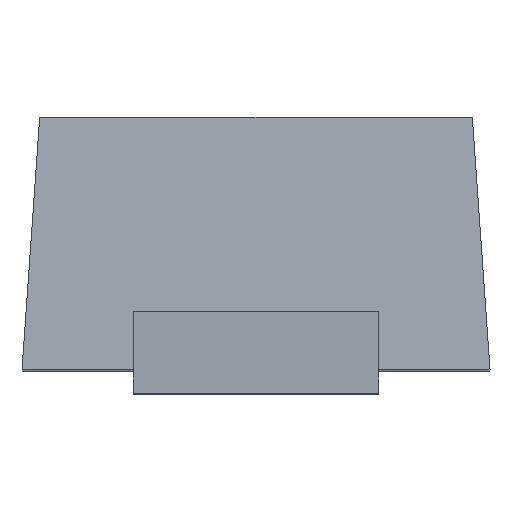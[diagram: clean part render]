
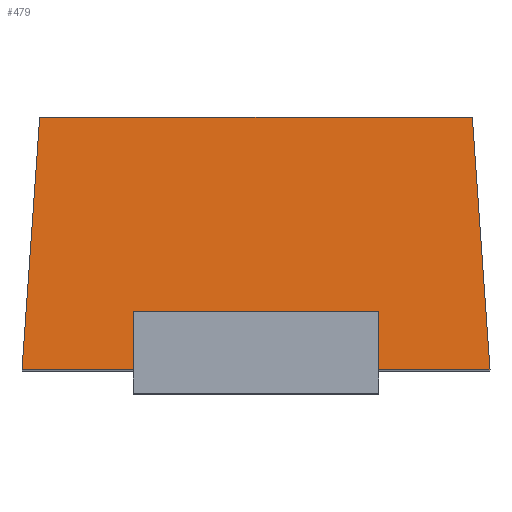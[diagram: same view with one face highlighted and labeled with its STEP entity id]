
A CAD part, top view. The second image highlights one B-rep face of the part: STEP entity #479.
In plain terms, the highlighted planar face has unit normal (0, 0.07, 0.998).
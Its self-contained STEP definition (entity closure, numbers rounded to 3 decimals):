
#1 = VERTEX_POINT ( 'NONE', #998 ) ;
#30 = DIRECTION ( 'NONE',  ( 1., 0., 0. ) ) ;
#40 = VECTOR ( 'NONE', #30, 1000. ) ;
#42 = VECTOR ( 'NONE', #816, 1000. ) ;
#47 = CARTESIAN_POINT ( 'NONE',  ( -0.924, 1.08, 1.474 ) ) ;
#56 = LINE ( 'NONE', #767, #300 ) ;
#74 = ORIENTED_EDGE ( 'NONE', *, *, #677, .T. ) ;
#76 = VERTEX_POINT ( 'NONE', #886 ) ;
#89 = CARTESIAN_POINT ( 'NONE',  ( 0.924, 1.08, 1.474 ) ) ;
#102 = LINE ( 'NONE', #570, #148 ) ;
#123 = CARTESIAN_POINT ( 'NONE',  ( 0.525, 0., 1.55 ) ) ;
#130 = DIRECTION ( 'NONE',  ( 0., 0.998, -0.07 ) ) ;
#148 = VECTOR ( 'NONE', #488, 1000. ) ;
#168 = VERTEX_POINT ( 'NONE', #123 ) ;
#172 = ORIENTED_EDGE ( 'NONE', *, *, #815, .F. ) ;
#230 = ORIENTED_EDGE ( 'NONE', *, *, #966, .F. ) ;
#254 = CARTESIAN_POINT ( 'NONE',  ( -1., 0., 1.55 ) ) ;
#258 = CARTESIAN_POINT ( 'NONE',  ( -1., 0., 1.55 ) ) ;
#259 = LINE ( 'NONE', #421, #40 ) ;
#300 = VECTOR ( 'NONE', #692, 1000. ) ;
#304 = EDGE_CURVE ( 'NONE', #168, #604, #599, .T. ) ;
#319 = AXIS2_PLACEMENT_3D ( 'NONE', #254, #412, #735 ) ;
#340 = FACE_OUTER_BOUND ( 'NONE', #513, .T. ) ;
#353 = LINE ( 'NONE', #665, #405 ) ;
#358 = LINE ( 'NONE', #763, #413 ) ;
#379 = CARTESIAN_POINT ( 'NONE',  ( 0.525, 0., 1.55 ) ) ;
#405 = VECTOR ( 'NONE', #891, 1000. ) ;
#412 = DIRECTION ( 'NONE',  ( 0., 0.07, 0.998 ) ) ;
#413 = VECTOR ( 'NONE', #757, 1000. ) ;
#416 = EDGE_CURVE ( 'NONE', #708, #831, #353, .T. ) ;
#421 = CARTESIAN_POINT ( 'NONE',  ( -1., 1.08, 1.474 ) ) ;
#425 = VERTEX_POINT ( 'NONE', #562 ) ;
#426 = CARTESIAN_POINT ( 'NONE',  ( 0.525, 0.25, 1.533 ) ) ;
#448 = VECTOR ( 'NONE', #130, 1000. ) ;
#455 = LINE ( 'NONE', #912, #887 ) ;
#479 = ADVANCED_FACE ( 'NONE', ( #340 ), #567, .T. ) ;
#488 = DIRECTION ( 'NONE',  ( -1., 0., 0. ) ) ;
#506 = LINE ( 'NONE', #890, #42 ) ;
#513 = EDGE_LOOP ( 'NONE', ( #1011, #533, #230, #884, #951, #74, #172, #564 ) ) ;
#533 = ORIENTED_EDGE ( 'NONE', *, *, #787, .T. ) ;
#562 = CARTESIAN_POINT ( 'NONE',  ( -0.525, 0., 1.55 ) ) ;
#564 = ORIENTED_EDGE ( 'NONE', *, *, #602, .F. ) ;
#567 = PLANE ( 'NONE',  #319 ) ;
#570 = CARTESIAN_POINT ( 'NONE',  ( -1., 0.25, 1.533 ) ) ;
#590 = VERTEX_POINT ( 'NONE', #89 ) ;
#597 = DIRECTION ( 'NONE',  ( 1., 0., 0. ) ) ;
#599 = LINE ( 'NONE', #379, #448 ) ;
#602 = EDGE_CURVE ( 'NONE', #604, #1, #102, .T. ) ;
#604 = VERTEX_POINT ( 'NONE', #426 ) ;
#644 = EDGE_CURVE ( 'NONE', #708, #590, #259, .T. ) ;
#665 = CARTESIAN_POINT ( 'NONE',  ( -1., 0., 1.55 ) ) ;
#677 = EDGE_CURVE ( 'NONE', #831, #425, #455, .T. ) ;
#692 = DIRECTION ( 'NONE',  ( 0., -0.998, 0.07 ) ) ;
#708 = VERTEX_POINT ( 'NONE', #47 ) ;
#735 = DIRECTION ( 'NONE',  ( 0., -0.998, 0.07 ) ) ;
#757 = DIRECTION ( 'NONE',  ( 1., 0., 0. ) ) ;
#763 = CARTESIAN_POINT ( 'NONE',  ( -1., 0., 1.55 ) ) ;
#767 = CARTESIAN_POINT ( 'NONE',  ( -0.525, 0., 1.55 ) ) ;
#787 = EDGE_CURVE ( 'NONE', #168, #76, #358, .T. ) ;
#815 = EDGE_CURVE ( 'NONE', #1, #425, #56, .T. ) ;
#816 = DIRECTION ( 'NONE',  ( 0.07, -0.995, 0.07 ) ) ;
#831 = VERTEX_POINT ( 'NONE', #258 ) ;
#884 = ORIENTED_EDGE ( 'NONE', *, *, #644, .F. ) ;
#886 = CARTESIAN_POINT ( 'NONE',  ( 1., 0., 1.55 ) ) ;
#887 = VECTOR ( 'NONE', #597, 1000. ) ;
#890 = CARTESIAN_POINT ( 'NONE',  ( 0.985, 0.215, 1.535 ) ) ;
#891 = DIRECTION ( 'NONE',  ( -0.07, -0.995, 0.07 ) ) ;
#912 = CARTESIAN_POINT ( 'NONE',  ( -1., 0., 1.55 ) ) ;
#951 = ORIENTED_EDGE ( 'NONE', *, *, #416, .T. ) ;
#966 = EDGE_CURVE ( 'NONE', #590, #76, #506, .T. ) ;
#998 = CARTESIAN_POINT ( 'NONE',  ( -0.525, 0.25, 1.533 ) ) ;
#1011 = ORIENTED_EDGE ( 'NONE', *, *, #304, .F. ) ;
